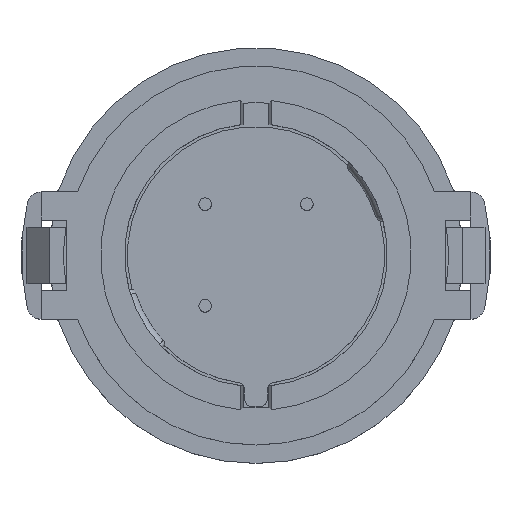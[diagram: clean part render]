
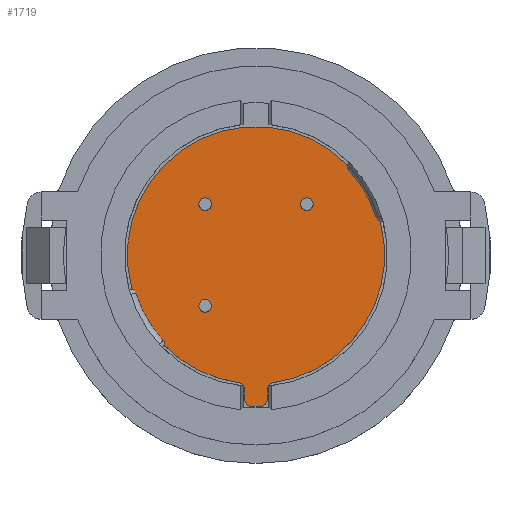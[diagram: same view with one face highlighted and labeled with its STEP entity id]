
A CAD part, top view. The second image highlights one B-rep face of the part: STEP entity #1719.
In plain terms, the highlighted planar face has unit normal (0, 0, 1).
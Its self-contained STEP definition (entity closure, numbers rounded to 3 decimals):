
#55 = ORIENTED_EDGE ( 'NONE', *, *, #458, .T. ) ;
#72 = DIRECTION ( 'NONE',  ( -0.707, -0.707, 0. ) ) ;
#73 = LINE ( 'NONE', #2925, #2893 ) ;
#116 = DIRECTION ( 'NONE',  ( -0.707, -0.707, 0. ) ) ;
#145 = DIRECTION ( 'NONE',  ( -0.707, -0.707, 0. ) ) ;
#246 = EDGE_CURVE ( 'NONE', #1304, #2082, #73, .T. ) ;
#274 = DIRECTION ( 'NONE',  ( 0., -1., 0. ) ) ;
#400 = ORIENTED_EDGE ( 'NONE', *, *, #2557, .F. ) ;
#443 = ORIENTED_EDGE ( 'NONE', *, *, #246, .T. ) ;
#446 = EDGE_CURVE ( 'NONE', #1752, #1815, #2078, .T. ) ;
#458 = EDGE_CURVE ( 'NONE', #2082, #1638, #3634, .T. ) ;
#479 = CARTESIAN_POINT ( 'NONE',  ( 0.15, -5.35, 8.4 ) ) ;
#480 = CARTESIAN_POINT ( 'NONE',  ( 0.4, -4.532, 8.4 ) ) ;
#528 = CARTESIAN_POINT ( 'NONE',  ( 0.616, -4.508, 8.4 ) ) ;
#544 = AXIS2_PLACEMENT_3D ( 'NONE', #3317, #1580, #3334 ) ;
#553 = CARTESIAN_POINT ( 'NONE',  ( 0., 0., 8.4 ) ) ;
#596 = VECTOR ( 'NONE', #2523, 1000. ) ;
#643 = VERTEX_POINT ( 'NONE', #2571 ) ;
#673 = CARTESIAN_POINT ( 'NONE',  ( 0.65, -4.756, 8.4 ) ) ;
#717 = VERTEX_POINT ( 'NONE', #3058 ) ;
#718 = AXIS2_PLACEMENT_3D ( 'NONE', #2671, #3488, #2349 ) ;
#720 = CIRCLE ( 'NONE', #1095, 4.55 ) ;
#752 = CARTESIAN_POINT ( 'NONE',  ( -0.4, -4.756, 8.4 ) ) ;
#776 = CARTESIAN_POINT ( 'NONE',  ( 3.217, 3.217, 8.4 ) ) ;
#784 = VERTEX_POINT ( 'NONE', #776 ) ;
#972 = DIRECTION ( 'NONE',  ( 0., 0., -1. ) ) ;
#982 = FACE_OUTER_BOUND ( 'NONE', #3537, .T. ) ;
#997 = AXIS2_PLACEMENT_3D ( 'NONE', #1723, #1706, #1992 ) ;
#1023 = EDGE_CURVE ( 'NONE', #1638, #1343, #3325, .T. ) ;
#1055 = CARTESIAN_POINT ( 'NONE',  ( -0.4, -5.1, 8.4 ) ) ;
#1095 = AXIS2_PLACEMENT_3D ( 'NONE', #2126, #3025, #1255 ) ;
#1104 = CIRCLE ( 'NONE', #2580, 4.55 ) ;
#1133 = AXIS2_PLACEMENT_3D ( 'NONE', #553, #2603, #3157 ) ;
#1255 = DIRECTION ( 'NONE',  ( -0.707, -0.707, 0. ) ) ;
#1297 = CARTESIAN_POINT ( 'NONE',  ( 0.4, -4.756, 8.4 ) ) ;
#1304 = VERTEX_POINT ( 'NONE', #752 ) ;
#1343 = VERTEX_POINT ( 'NONE', #1936 ) ;
#1362 = ORIENTED_EDGE ( 'NONE', *, *, #3520, .F. ) ;
#1377 = LINE ( 'NONE', #479, #596 ) ;
#1398 = DIRECTION ( 'NONE',  ( 0., 1., 0. ) ) ;
#1508 = CIRCLE ( 'NONE', #544, 0.25 ) ;
#1541 = DIRECTION ( 'NONE',  ( 0., 0., -1. ) ) ;
#1567 = ORIENTED_EDGE ( 'NONE', *, *, #446, .T. ) ;
#1580 = DIRECTION ( 'NONE',  ( 0., 0., -1. ) ) ;
#1594 = LINE ( 'NONE', #480, #3121 ) ;
#1602 = CIRCLE ( 'NONE', #997, 0.25 ) ;
#1638 = VERTEX_POINT ( 'NONE', #2137 ) ;
#1706 = DIRECTION ( 'NONE',  ( 0., 0., 1. ) ) ;
#1719 = ADVANCED_FACE ( 'NONE', ( #982 ), #2718, .F. ) ;
#1723 = CARTESIAN_POINT ( 'NONE',  ( 0.15, -5.1, 8.4 ) ) ;
#1752 = VERTEX_POINT ( 'NONE', #1297 ) ;
#1782 = AXIS2_PLACEMENT_3D ( 'NONE', #2722, #1541, #72 ) ;
#1787 = VERTEX_POINT ( 'NONE', #3656 ) ;
#1815 = VERTEX_POINT ( 'NONE', #528 ) ;
#1859 = DIRECTION ( 'NONE',  ( 0., 0., -1. ) ) ;
#1886 = DIRECTION ( 'NONE',  ( -0.707, -0.707, 0. ) ) ;
#1936 = CARTESIAN_POINT ( 'NONE',  ( -0.15, -5.35, 8.4 ) ) ;
#1948 = CARTESIAN_POINT ( 'NONE',  ( 0.4, -5.1, 8.4 ) ) ;
#1992 = DIRECTION ( 'NONE',  ( -0.707, -0.707, 0. ) ) ;
#2078 = CIRCLE ( 'NONE', #3165, 0.25 ) ;
#2082 = VERTEX_POINT ( 'NONE', #1055 ) ;
#2126 = CARTESIAN_POINT ( 'NONE',  ( 0., 0., 8.4 ) ) ;
#2137 = CARTESIAN_POINT ( 'NONE',  ( -0.327, -5.277, 8.4 ) ) ;
#2163 = CARTESIAN_POINT ( 'NONE',  ( -0.15, -5.1, 8.4 ) ) ;
#2173 = EDGE_CURVE ( 'NONE', #1787, #643, #3110, .T. ) ;
#2174 = ORIENTED_EDGE ( 'NONE', *, *, #3007, .T. ) ;
#2286 = EDGE_CURVE ( 'NONE', #1343, #717, #1377, .T. ) ;
#2319 = AXIS2_PLACEMENT_3D ( 'NONE', #2163, #2448, #145 ) ;
#2338 = VERTEX_POINT ( 'NONE', #1948 ) ;
#2349 = DIRECTION ( 'NONE',  ( -0.707, -0.707, 0. ) ) ;
#2448 = DIRECTION ( 'NONE',  ( 0., 0., 1. ) ) ;
#2523 = DIRECTION ( 'NONE',  ( 1., 0., 0. ) ) ;
#2549 = ORIENTED_EDGE ( 'NONE', *, *, #3197, .F. ) ;
#2556 = ORIENTED_EDGE ( 'NONE', *, *, #3063, .T. ) ;
#2557 = EDGE_CURVE ( 'NONE', #3572, #784, #720, .T. ) ;
#2571 = CARTESIAN_POINT ( 'NONE',  ( -0.473, -4.579, 8.4 ) ) ;
#2580 = AXIS2_PLACEMENT_3D ( 'NONE', #3576, #1859, #116 ) ;
#2603 = DIRECTION ( 'NONE',  ( 0., 0., -1. ) ) ;
#2625 = CIRCLE ( 'NONE', #1133, 4.55 ) ;
#2627 = AXIS2_PLACEMENT_3D ( 'NONE', #3101, #3669, #3405 ) ;
#2671 = CARTESIAN_POINT ( 'NONE',  ( -0.15, -5.1, 8.4 ) ) ;
#2718 = PLANE ( 'NONE',  #1782 ) ;
#2722 = CARTESIAN_POINT ( 'NONE',  ( 0., 0., 8.4 ) ) ;
#2785 = ORIENTED_EDGE ( 'NONE', *, *, #2286, .T. ) ;
#2893 = VECTOR ( 'NONE', #274, 1000. ) ;
#2925 = CARTESIAN_POINT ( 'NONE',  ( -0.4, -5.1, 8.4 ) ) ;
#3007 = EDGE_CURVE ( 'NONE', #643, #1304, #1508, .T. ) ;
#3025 = DIRECTION ( 'NONE',  ( 0., 0., -1. ) ) ;
#3058 = CARTESIAN_POINT ( 'NONE',  ( 0.15, -5.35, 8.4 ) ) ;
#3063 = EDGE_CURVE ( 'NONE', #2338, #1752, #1594, .T. ) ;
#3101 = CARTESIAN_POINT ( 'NONE',  ( -0.65, -4.756, 8.4 ) ) ;
#3110 = CIRCLE ( 'NONE', #2627, 0.25 ) ;
#3121 = VECTOR ( 'NONE', #1398, 1000. ) ;
#3157 = DIRECTION ( 'NONE',  ( -0.707, -0.707, 0. ) ) ;
#3165 = AXIS2_PLACEMENT_3D ( 'NONE', #673, #972, #1886 ) ;
#3192 = EDGE_CURVE ( 'NONE', #717, #2338, #1602, .T. ) ;
#3196 = ORIENTED_EDGE ( 'NONE', *, *, #2173, .T. ) ;
#3197 = EDGE_CURVE ( 'NONE', #1787, #3572, #2625, .T. ) ;
#3317 = CARTESIAN_POINT ( 'NONE',  ( -0.65, -4.756, 8.4 ) ) ;
#3325 = CIRCLE ( 'NONE', #718, 0.25 ) ;
#3334 = DIRECTION ( 'NONE',  ( -0.707, -0.707, 0. ) ) ;
#3405 = DIRECTION ( 'NONE',  ( -0.707, -0.707, 0. ) ) ;
#3468 = ORIENTED_EDGE ( 'NONE', *, *, #1023, .T. ) ;
#3488 = DIRECTION ( 'NONE',  ( 0., 0., 1. ) ) ;
#3491 = ORIENTED_EDGE ( 'NONE', *, *, #3192, .T. ) ;
#3520 = EDGE_CURVE ( 'NONE', #784, #1815, #1104, .T. ) ;
#3537 = EDGE_LOOP ( 'NONE', ( #2549, #3196, #2174, #443, #55, #3468, #2785, #3491, #2556, #1567, #1362, #400 ) ) ;
#3572 = VERTEX_POINT ( 'NONE', #3622 ) ;
#3576 = CARTESIAN_POINT ( 'NONE',  ( 0., 0., 8.4 ) ) ;
#3622 = CARTESIAN_POINT ( 'NONE',  ( -3.217, -3.217, 8.4 ) ) ;
#3634 = CIRCLE ( 'NONE', #2319, 0.25 ) ;
#3656 = CARTESIAN_POINT ( 'NONE',  ( -0.616, -4.508, 8.4 ) ) ;
#3669 = DIRECTION ( 'NONE',  ( 0., 0., -1. ) ) ;
